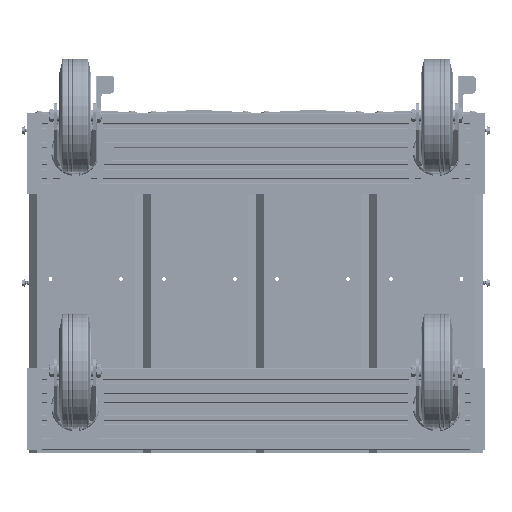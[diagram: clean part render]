
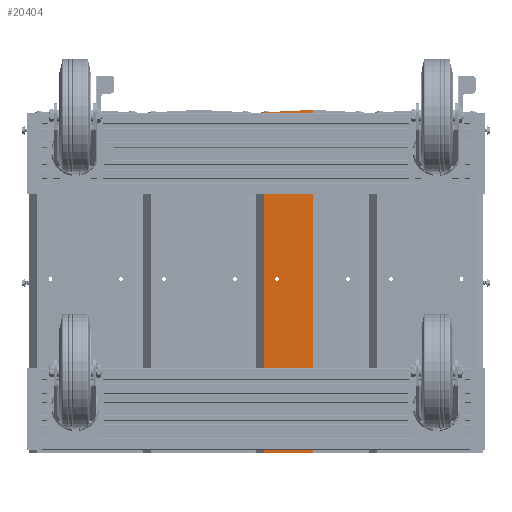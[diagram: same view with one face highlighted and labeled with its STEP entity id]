
A CAD part, front view. The second image highlights one B-rep face of the part: STEP entity #20404.
In plain terms, the highlighted face is planar.
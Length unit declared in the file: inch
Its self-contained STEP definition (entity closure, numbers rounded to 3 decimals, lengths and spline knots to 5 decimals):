
#2325 = AXIS2_PLACEMENT_3D ( 'NONE', #15609, #15628, #15629 ) ;
#2329 = AXIS2_PLACEMENT_3D ( 'NONE', #15649, #15666, #15667 ) ;
#2337 = AXIS2_PLACEMENT_3D ( 'NONE', #16034, #16052, #16054 ) ;
#2348 = AXIS2_PLACEMENT_3D ( 'NONE', #16039, #16046, #16048 ) ;
#11668 = CARTESIAN_POINT ( 'NONE',  ( -4., -2.367, -0.17453 ) ) ;
#11670 = CARTESIAN_POINT ( 'NONE',  ( -4., -2.633, -0.17453 ) ) ;
#11682 = CARTESIAN_POINT ( 'NONE',  ( -4., -2.367, -10.67453 ) ) ;
#11683 = CARTESIAN_POINT ( 'NONE',  ( -4., -2.633, -10.67453 ) ) ;
#11733 = CARTESIAN_POINT ( 'NONE',  ( -4., 0., -12.105 ) ) ;
#11736 = CARTESIAN_POINT ( 'NONE',  ( -4., 0., 12.105 ) ) ;
#11779 = CARTESIAN_POINT ( 'NONE',  ( -4., -3.4375, 12.105 ) ) ;
#11798 = CARTESIAN_POINT ( 'NONE',  ( -4., -3.4375, -11.92453 ) ) ;
#15609 = CARTESIAN_POINT ( 'NONE',  ( -4., -2.5, -0.17453 ) ) ;
#15628 = DIRECTION ( 'NONE',  ( -1., 0., 0. ) ) ;
#15629 = DIRECTION ( 'NONE',  ( 0., -1., 0. ) ) ;
#15649 = CARTESIAN_POINT ( 'NONE',  ( -4., -2.5, -10.67453 ) ) ;
#15666 = DIRECTION ( 'NONE',  ( -1., 0., 0. ) ) ;
#15667 = DIRECTION ( 'NONE',  ( 0., -1., 0. ) ) ;
#15831 = CARTESIAN_POINT ( 'NONE',  ( -4., 0., 12.105 ) ) ;
#15865 = DIRECTION ( 'NONE',  ( 0., 0., 1. ) ) ;
#15901 = CARTESIAN_POINT ( 'NONE',  ( -4., 4., 12.105 ) ) ;
#15975 = DIRECTION ( 'NONE',  ( 0., -1., 0. ) ) ;
#16030 = CARTESIAN_POINT ( 'NONE',  ( -4., -4., -11.895 ) ) ;
#16034 = CARTESIAN_POINT ( 'NONE',  ( -4., -2.5, -0.17453 ) ) ;
#16036 = CARTESIAN_POINT ( 'NONE',  ( -4., -3.4375, 12.105 ) ) ;
#16038 = DIRECTION ( 'NONE',  ( 0., 0., 1. ) ) ;
#16039 = CARTESIAN_POINT ( 'NONE',  ( -4., -2.5, -10.67453 ) ) ;
#16042 = DIRECTION ( 'NONE',  ( 0., 0.999, -0.052 ) ) ;
#16046 = DIRECTION ( 'NONE',  ( -1., 0., 0. ) ) ;
#16048 = DIRECTION ( 'NONE',  ( 0., -1., 0. ) ) ;
#16052 = DIRECTION ( 'NONE',  ( -1., 0., 0. ) ) ;
#16054 = DIRECTION ( 'NONE',  ( 0., -1., 0. ) ) ;
#16610 = CIRCLE ( 'NONE', #2325, 0.133 ) ;
#16621 = CIRCLE ( 'NONE', #2329, 0.133 ) ;
#16680 = LINE ( 'NONE', #15831, #16684 ) ;
#16684 = VECTOR ( 'NONE', #15865, 39.37008 ) ;
#16685 = LINE ( 'NONE', #16030, #16764 ) ;
#16704 = LINE ( 'NONE', #15901, #16734 ) ;
#16734 = VECTOR ( 'NONE', #15975, 39.37008 ) ;
#16762 = LINE ( 'NONE', #16036, #16763 ) ;
#16763 = VECTOR ( 'NONE', #16038, 39.37008 ) ;
#16764 = VECTOR ( 'NONE', #16042, 39.37008 ) ;
#16767 = CIRCLE ( 'NONE', #2348, 0.133 ) ;
#16769 = CIRCLE ( 'NONE', #2337, 0.133 ) ;
#20404 = ADVANCED_FACE ( 'NONE', ( #32854, #32861, #32863 ), #30447, .F. ) ;
#23097 = ORIENTED_EDGE ( 'NONE', *, *, #44567, .F. ) ;
#23098 = ORIENTED_EDGE ( 'NONE', *, *, #44474, .F. ) ;
#23099 = ORIENTED_EDGE ( 'NONE', *, *, #44523, .F. ) ;
#23100 = ORIENTED_EDGE ( 'NONE', *, *, #44565, .F. ) ;
#23101 = ORIENTED_EDGE ( 'NONE', *, *, #44564, .T. ) ;
#23102 = ORIENTED_EDGE ( 'NONE', *, *, #44549, .F. ) ;
#24207 = EDGE_LOOP ( 'NONE', ( #26820, #26822 ) ) ;
#24214 = EDGE_LOOP ( 'NONE', ( #23097, #23098 ) ) ;
#24215 = EDGE_LOOP ( 'NONE', ( #23099, #23100, #23101, #23102 ) ) ;
#26820 = ORIENTED_EDGE ( 'NONE', *, *, #44566, .F. ) ;
#26822 = ORIENTED_EDGE ( 'NONE', *, *, #44482, .F. ) ;
#27431 = AXIS2_PLACEMENT_3D ( 'NONE', #30445, #30449, #30451 ) ;
#30445 = CARTESIAN_POINT ( 'NONE',  ( -4., 4., 12.105 ) ) ;
#30447 = PLANE ( 'NONE',  #27431 ) ;
#30449 = DIRECTION ( 'NONE',  ( 1., 0., 0. ) ) ;
#30451 = DIRECTION ( 'NONE',  ( 0., 1., 0. ) ) ;
#32854 = FACE_BOUND ( 'NONE', #24207, .T. ) ;
#32861 = FACE_BOUND ( 'NONE', #24214, .T. ) ;
#32863 = FACE_OUTER_BOUND ( 'NONE', #24215, .T. ) ;
#38382 = VERTEX_POINT ( 'NONE', #11668 ) ;
#38383 = VERTEX_POINT ( 'NONE', #11670 ) ;
#38390 = VERTEX_POINT ( 'NONE', #11682 ) ;
#38391 = VERTEX_POINT ( 'NONE', #11683 ) ;
#38420 = VERTEX_POINT ( 'NONE', #11733 ) ;
#38422 = VERTEX_POINT ( 'NONE', #11736 ) ;
#38447 = VERTEX_POINT ( 'NONE', #11779 ) ;
#38458 = VERTEX_POINT ( 'NONE', #11798 ) ;
#44474 = EDGE_CURVE ( 'NONE', #38382, #38383, #16610, .T. ) ;
#44482 = EDGE_CURVE ( 'NONE', #38390, #38391, #16621, .T. ) ;
#44523 = EDGE_CURVE ( 'NONE', #38420, #38422, #16680, .T. ) ;
#44549 = EDGE_CURVE ( 'NONE', #38422, #38447, #16704, .T. ) ;
#44564 = EDGE_CURVE ( 'NONE', #38458, #38447, #16762, .T. ) ;
#44565 = EDGE_CURVE ( 'NONE', #38458, #38420, #16685, .T. ) ;
#44566 = EDGE_CURVE ( 'NONE', #38391, #38390, #16767, .T. ) ;
#44567 = EDGE_CURVE ( 'NONE', #38383, #38382, #16769, .T. ) ;
